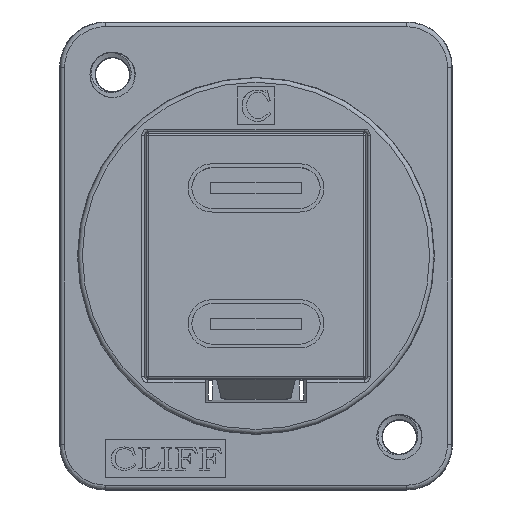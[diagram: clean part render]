
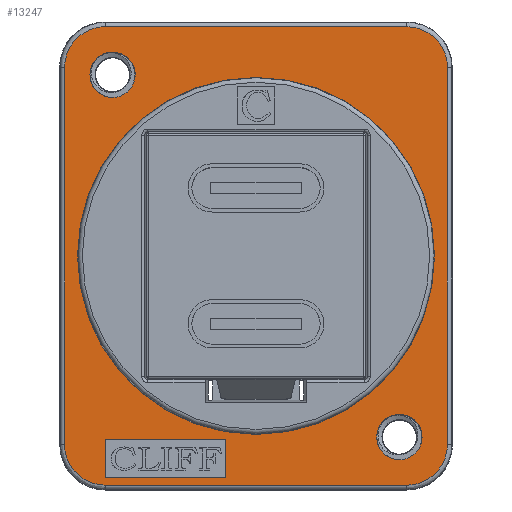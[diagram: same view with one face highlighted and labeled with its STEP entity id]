
A CAD part, top view. The second image highlights one B-rep face of the part: STEP entity #13247.
In plain terms, the highlighted planar face has unit normal (0, 0, 1).
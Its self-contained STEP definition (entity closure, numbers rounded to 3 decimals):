
#109=FACE_BOUND('',#1879,.T.);
#110=FACE_BOUND('',#1880,.T.);
#111=FACE_BOUND('',#1881,.T.);
#112=FACE_BOUND('',#1882,.T.);
#584=ELLIPSE('',#14012,2.7,2.7);
#585=ELLIPSE('',#14016,2.7,2.7);
#586=ELLIPSE('',#14020,2.7,2.7);
#587=ELLIPSE('',#14023,2.7,2.7);
#627=PLANE('',#14048);
#1141=FACE_OUTER_BOUND('',#1878,.T.);
#1878=EDGE_LOOP('',(#9234,#9235,#9236,#9237,#9238,#9239,#9240,#9241));
#1879=EDGE_LOOP('',(#9242,#9243));
#1880=EDGE_LOOP('',(#9244,#9245));
#1881=EDGE_LOOP('',(#9246,#9247,#9248,#9249));
#1882=EDGE_LOOP('',(#9250));
#2644=LINE('',#18152,#4112);
#2645=LINE('',#18194,#4113);
#2646=LINE('',#18236,#4114);
#2647=LINE('',#18278,#4115);
#2682=LINE('',#18453,#4150);
#2683=LINE('',#18455,#4151);
#2684=LINE('',#18457,#4152);
#2685=LINE('',#18458,#4153);
#4112=VECTOR('',#14934,24.965);
#4113=VECTOR('',#14943,19.965);
#4114=VECTOR('',#14952,24.965);
#4115=VECTOR('',#14961,19.965);
#4150=VECTOR('',#15048,2.5);
#4151=VECTOR('',#15049,8.);
#4152=VECTOR('',#15050,2.5);
#4153=VECTOR('',#15051,8.);
#5562=CIRCLE('',#13985,1.5);
#5563=CIRCLE('',#13986,1.5);
#5565=CIRCLE('',#13989,1.5);
#5566=CIRCLE('',#13990,1.5);
#5589=CIRCLE('',#14049,11.823);
#5773=VERTEX_POINT('',#18084);
#5774=VERTEX_POINT('',#18085);
#5776=VERTEX_POINT('',#18092);
#5777=VERTEX_POINT('',#18093);
#5795=VERTEX_POINT('',#18148);
#5796=VERTEX_POINT('',#18150);
#5797=VERTEX_POINT('',#18188);
#5798=VERTEX_POINT('',#18192);
#5799=VERTEX_POINT('',#18230);
#5800=VERTEX_POINT('',#18234);
#5801=VERTEX_POINT('',#18272);
#5802=VERTEX_POINT('',#18276);
#5854=VERTEX_POINT('',#18451);
#5855=VERTEX_POINT('',#18452);
#5856=VERTEX_POINT('',#18454);
#5857=VERTEX_POINT('',#18456);
#5858=VERTEX_POINT('',#18459);
#7086=EDGE_CURVE('',#5773,#5774,#5562,.T.);
#7087=EDGE_CURVE('',#5774,#5773,#5563,.T.);
#7090=EDGE_CURVE('',#5776,#5777,#5565,.T.);
#7091=EDGE_CURVE('',#5777,#5776,#5566,.T.);
#7120=EDGE_CURVE('',#5796,#5795,#2644,.T.);
#7122=EDGE_CURVE('',#5797,#5796,#584,.T.);
#7124=EDGE_CURVE('',#5798,#5797,#2645,.T.);
#7126=EDGE_CURVE('',#5799,#5798,#585,.T.);
#7128=EDGE_CURVE('',#5800,#5799,#2646,.T.);
#7130=EDGE_CURVE('',#5801,#5800,#586,.T.);
#7132=EDGE_CURVE('',#5802,#5801,#2647,.T.);
#7133=EDGE_CURVE('',#5795,#5802,#587,.T.);
#7189=EDGE_CURVE('',#5854,#5855,#2682,.T.);
#7190=EDGE_CURVE('',#5855,#5856,#2683,.T.);
#7191=EDGE_CURVE('',#5856,#5857,#2684,.T.);
#7192=EDGE_CURVE('',#5857,#5854,#2685,.T.);
#7193=EDGE_CURVE('',#5858,#5858,#5589,.T.);
#9234=ORIENTED_EDGE('',*,*,#7133,.F.);
#9235=ORIENTED_EDGE('',*,*,#7120,.F.);
#9236=ORIENTED_EDGE('',*,*,#7122,.F.);
#9237=ORIENTED_EDGE('',*,*,#7124,.F.);
#9238=ORIENTED_EDGE('',*,*,#7126,.F.);
#9239=ORIENTED_EDGE('',*,*,#7128,.F.);
#9240=ORIENTED_EDGE('',*,*,#7130,.F.);
#9241=ORIENTED_EDGE('',*,*,#7132,.F.);
#9242=ORIENTED_EDGE('',*,*,#7086,.T.);
#9243=ORIENTED_EDGE('',*,*,#7087,.T.);
#9244=ORIENTED_EDGE('',*,*,#7090,.T.);
#9245=ORIENTED_EDGE('',*,*,#7091,.T.);
#9246=ORIENTED_EDGE('',*,*,#7189,.T.);
#9247=ORIENTED_EDGE('',*,*,#7190,.T.);
#9248=ORIENTED_EDGE('',*,*,#7191,.T.);
#9249=ORIENTED_EDGE('',*,*,#7192,.T.);
#9250=ORIENTED_EDGE('',*,*,#7193,.T.);
#13247=ADVANCED_FACE('',(#1141,#109,#110,#111,#112),#627,.T.);
#13985=AXIS2_PLACEMENT_3D('',#18086,#14864,#14865);
#13986=AXIS2_PLACEMENT_3D('',#18087,#14866,#14867);
#13989=AXIS2_PLACEMENT_3D('',#18094,#14873,#14874);
#13990=AXIS2_PLACEMENT_3D('',#18095,#14875,#14876);
#14012=AXIS2_PLACEMENT_3D('',#18190,#14937,#14938);
#14016=AXIS2_PLACEMENT_3D('',#18232,#14946,#14947);
#14020=AXIS2_PLACEMENT_3D('',#18274,#14955,#14956);
#14023=AXIS2_PLACEMENT_3D('',#18314,#14962,#14963);
#14048=AXIS2_PLACEMENT_3D('',#18450,#15046,#15047);
#14049=AXIS2_PLACEMENT_3D('',#18460,#15052,#15053);
#14864=DIRECTION('center_axis',(0.,0.,
-1.));
#14865=DIRECTION('ref_axis',(1.,0.,0.));
#14866=DIRECTION('center_axis',(0.,0.,
-1.));
#14867=DIRECTION('ref_axis',(1.,0.,0.));
#14873=DIRECTION('center_axis',(0.,0.,
-1.));
#14874=DIRECTION('ref_axis',(1.,0.,0.));
#14875=DIRECTION('center_axis',(0.,0.,
-1.));
#14876=DIRECTION('ref_axis',(1.,0.,0.));
#14934=DIRECTION('',(0.,1.,0.));
#14937=DIRECTION('center_axis',(0.,0.,
-1.));
#14938=DIRECTION('ref_axis',(-0.707,-0.707,0.));
#14943=DIRECTION('',(-1.,0.,0.));
#14946=DIRECTION('center_axis',(0.,0.,
-1.));
#14947=DIRECTION('ref_axis',(0.707,-0.707,0.));
#14952=DIRECTION('',(0.,-1.,0.));
#14955=DIRECTION('center_axis',(0.,0.,
-1.));
#14956=DIRECTION('ref_axis',(0.707,0.707,0.));
#14961=DIRECTION('',(1.,0.,0.));
#14962=DIRECTION('center_axis',(0.,0.,
-1.));
#14963=DIRECTION('ref_axis',(-0.707,0.707,0.));
#15046=DIRECTION('center_axis',(0.,0.,
1.));
#15047=DIRECTION('ref_axis',(1.,0.,0.));
#15048=DIRECTION('',(0.,1.,0.));
#15049=DIRECTION('',(1.,0.,0.));
#15050=DIRECTION('',(0.,-1.,0.));
#15051=DIRECTION('',(-1.,0.,0.));
#15052=DIRECTION('center_axis',(0.,0.,
-1.));
#15053=DIRECTION('ref_axis',(-1.,0.,0.));
#18084=CARTESIAN_POINT('',(11.,-12.,2.3));
#18085=CARTESIAN_POINT('',(8.,-12.,2.3));
#18086=CARTESIAN_POINT('Origin',(9.5,-12.,2.3));
#18087=CARTESIAN_POINT('Origin',(9.5,-12.,2.3));
#18092=CARTESIAN_POINT('',(-8.,12.,2.3));
#18093=CARTESIAN_POINT('',(-11.,12.,2.3));
#18094=CARTESIAN_POINT('Origin',(-9.5,12.,2.3));
#18095=CARTESIAN_POINT('Origin',(-9.5,12.,2.3));
#18148=CARTESIAN_POINT('',(-12.683,12.483,2.3));
#18150=CARTESIAN_POINT('',(-12.683,-12.483,2.3));
#18152=CARTESIAN_POINT('',(-12.683,-7.75,2.3));
#18188=CARTESIAN_POINT('',(-9.983,-15.183,2.3));
#18190=CARTESIAN_POINT('Origin',(-9.982,-12.482,2.3));
#18192=CARTESIAN_POINT('',(9.983,-15.183,2.3));
#18194=CARTESIAN_POINT('',(6.5,-15.183,2.3));
#18230=CARTESIAN_POINT('',(12.683,-12.483,2.3));
#18232=CARTESIAN_POINT('Origin',(9.982,-12.482,2.3));
#18234=CARTESIAN_POINT('',(12.683,12.483,2.3));
#18236=CARTESIAN_POINT('',(12.683,7.75,2.3));
#18272=CARTESIAN_POINT('',(9.983,15.183,2.3));
#18274=CARTESIAN_POINT('Origin',(9.982,12.482,2.3));
#18276=CARTESIAN_POINT('',(-9.983,15.183,2.3));
#18278=CARTESIAN_POINT('',(-6.5,15.183,2.3));
#18314=CARTESIAN_POINT('Origin',(-9.982,12.482,2.3));
#18450=CARTESIAN_POINT('Origin',(0.,0.,
2.3));
#18451=CARTESIAN_POINT('',(-10.,-14.683,2.3));
#18452=CARTESIAN_POINT('',(-10.,-12.183,2.3));
#18453=CARTESIAN_POINT('',(-10.,-7.341,2.3));
#18454=CARTESIAN_POINT('',(-2.,-12.183,2.3));
#18455=CARTESIAN_POINT('',(-5.,-12.183,2.3));
#18456=CARTESIAN_POINT('',(-2.,-14.683,2.3));
#18457=CARTESIAN_POINT('',(-2.,-6.091,2.3));
#18458=CARTESIAN_POINT('',(-1.,-14.683,2.3));
#18459=CARTESIAN_POINT('',(11.823,0.,2.3));
#18460=CARTESIAN_POINT('Origin',(0.,0.,
2.3));
